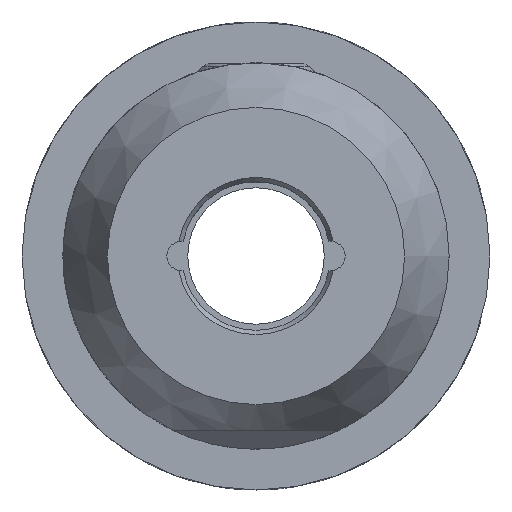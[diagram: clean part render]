
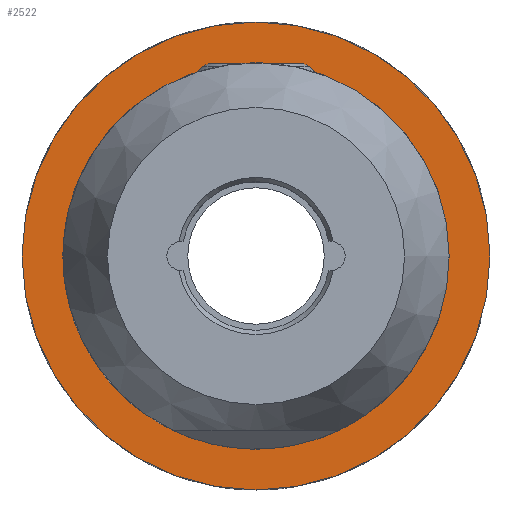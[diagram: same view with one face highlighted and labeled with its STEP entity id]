
A CAD part, left-side view. The second image highlights one B-rep face of the part: STEP entity #2522.
In plain terms, the highlighted planar face has unit normal (-1, 0, 0).
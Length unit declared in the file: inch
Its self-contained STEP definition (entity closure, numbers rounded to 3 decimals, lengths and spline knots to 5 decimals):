
#94=FACE_BOUND('',#546,.T.);
#147=PLANE('',#2800);
#392=FACE_OUTER_BOUND('',#545,.T.);
#545=EDGE_LOOP('',(#2221,#2222));
#546=EDGE_LOOP('',(#2223,#2224));
#799=CIRCLE('',#2601,1.24016);
#800=CIRCLE('',#2602,1.24016);
#897=CIRCLE('',#2798,1.01575);
#898=CIRCLE('',#2799,1.01575);
#961=VERTEX_POINT('',#3908);
#962=VERTEX_POINT('',#3910);
#1144=VERTEX_POINT('',#5597);
#1145=VERTEX_POINT('',#5598);
#1231=EDGE_CURVE('',#961,#962,#799,.T.);
#1232=EDGE_CURVE('',#962,#961,#800,.T.);
#1504=EDGE_CURVE('',#1144,#1145,#897,.T.);
#1505=EDGE_CURVE('',#1145,#1144,#898,.T.);
#2221=ORIENTED_EDGE('',*,*,#1232,.F.);
#2222=ORIENTED_EDGE('',*,*,#1231,.F.);
#2223=ORIENTED_EDGE('',*,*,#1504,.T.);
#2224=ORIENTED_EDGE('',*,*,#1505,.T.);
#2522=ADVANCED_FACE('',(#392,#94),#147,.T.);
#2601=AXIS2_PLACEMENT_3D('',#3911,#2941,#2942);
#2602=AXIS2_PLACEMENT_3D('',#3912,#2943,#2944);
#2798=AXIS2_PLACEMENT_3D('',#5599,#3422,#3423);
#2799=AXIS2_PLACEMENT_3D('',#5600,#3424,#3425);
#2800=AXIS2_PLACEMENT_3D('',#5602,#3427,#3428);
#2941=DIRECTION('center_axis',(1.,0.,0.));
#2942=DIRECTION('ref_axis',(0.,1.,0.));
#2943=DIRECTION('center_axis',(1.,0.,0.));
#2944=DIRECTION('ref_axis',(0.,1.,0.));
#3422=DIRECTION('center_axis',(1.,0.,0.));
#3423=DIRECTION('ref_axis',(0.,1.,0.));
#3424=DIRECTION('center_axis',(1.,0.,0.));
#3425=DIRECTION('ref_axis',(0.,1.,0.));
#3427=DIRECTION('center_axis',(-1.,0.,0.));
#3428=DIRECTION('ref_axis',(0.,0.,1.));
#3908=CARTESIAN_POINT('',(-0.86614,-1.24016,0.));
#3910=CARTESIAN_POINT('',(-0.86614,1.24016,0.));
#3911=CARTESIAN_POINT('Origin',(-0.86614,0.,
0.));
#3912=CARTESIAN_POINT('Origin',(-0.86614,0.,
0.));
#5597=CARTESIAN_POINT('',(-0.86614,1.01575,0.));
#5598=CARTESIAN_POINT('',(-0.86614,-1.01575,0.));
#5599=CARTESIAN_POINT('Origin',(-0.86614,0.,
0.));
#5600=CARTESIAN_POINT('Origin',(-0.86614,0.,
0.));
#5602=CARTESIAN_POINT('Origin',(-0.86614,1.12795,0.));
